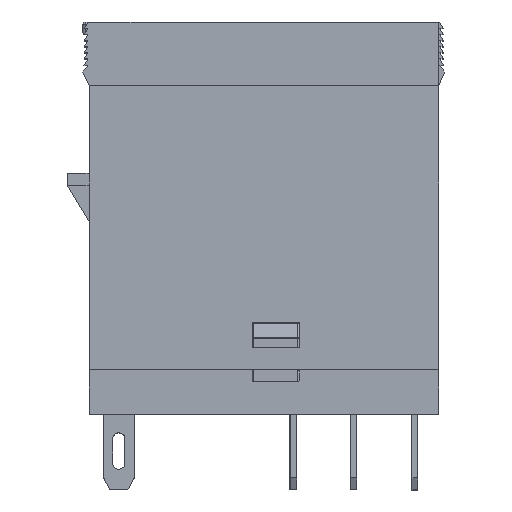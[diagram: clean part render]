
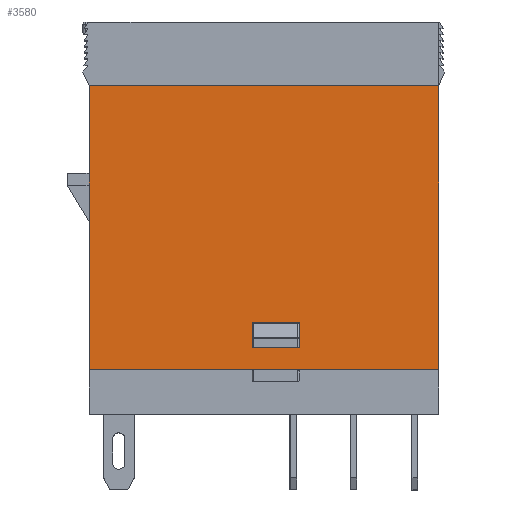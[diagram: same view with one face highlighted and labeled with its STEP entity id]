
A CAD part, top view. The second image highlights one B-rep face of the part: STEP entity #3580.
In plain terms, the highlighted planar face has unit normal (0, 0, 1).
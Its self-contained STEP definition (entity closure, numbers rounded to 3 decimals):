
#102 = VECTOR ( 'NONE', #2100, 1000. ) ;
#264 = CARTESIAN_POINT ( 'NONE',  ( 14.4, 11.7, 6.3 ) ) ;
#590 = AXIS2_PLACEMENT_3D ( 'NONE', #4493, #7592, #3757 ) ;
#767 = ORIENTED_EDGE ( 'NONE', *, *, #9312, .F. ) ;
#905 = CARTESIAN_POINT ( 'NONE',  ( 14.4, -11.7, 6.3 ) ) ;
#994 = ORIENTED_EDGE ( 'NONE', *, *, #3701, .F. ) ;
#1156 = DIRECTION ( 'NONE',  ( 0., 1., 0. ) ) ;
#1744 = LINE ( 'NONE', #8752, #5365 ) ;
#2030 = PLANE ( 'NONE',  #590 ) ;
#2052 = LINE ( 'NONE', #8412, #102 ) ;
#2100 = DIRECTION ( 'NONE',  ( 0., -1., 0. ) ) ;
#2178 = EDGE_CURVE ( 'NONE', #10161, #2900, #4054, .T. ) ;
#2182 = FACE_BOUND ( 'NONE', #6244, .T. ) ;
#2196 = VERTEX_POINT ( 'NONE', #4747 ) ;
#2211 = ORIENTED_EDGE ( 'NONE', *, *, #9183, .T. ) ;
#2243 = VERTEX_POINT ( 'NONE', #264 ) ;
#2496 = CARTESIAN_POINT ( 'NONE',  ( -0.952, -7.795, 6.3 ) ) ;
#2563 = ORIENTED_EDGE ( 'NONE', *, *, #10282, .F. ) ;
#2775 = VECTOR ( 'NONE', #3127, 1000. ) ;
#2900 = VERTEX_POINT ( 'NONE', #4730 ) ;
#2961 = CARTESIAN_POINT ( 'NONE',  ( 2.926, -9.898, 6.3 ) ) ;
#3012 = VERTEX_POINT ( 'NONE', #9833 ) ;
#3024 = CARTESIAN_POINT ( 'NONE',  ( -0.952, -7.795, 6.3 ) ) ;
#3127 = DIRECTION ( 'NONE',  ( -1., 0., 0. ) ) ;
#3580 = ADVANCED_FACE ( 'NONE', ( #2182, #5388 ), #2030, .T. ) ;
#3699 = DIRECTION ( 'NONE',  ( 1., 0., 0. ) ) ;
#3701 = EDGE_CURVE ( 'NONE', #3012, #10149, #6285, .T. ) ;
#3757 = DIRECTION ( 'NONE',  ( 1., 0., 0. ) ) ;
#4054 = LINE ( 'NONE', #5788, #6843 ) ;
#4493 = CARTESIAN_POINT ( 'NONE',  ( 0., 0., 6.3 ) ) ;
#4635 = EDGE_CURVE ( 'NONE', #10149, #9104, #2052, .T. ) ;
#4708 = CARTESIAN_POINT ( 'NONE',  ( 14.4, 11.7, 6.3 ) ) ;
#4730 = CARTESIAN_POINT ( 'NONE',  ( -14.4, -11.7, 6.3 ) ) ;
#4747 = CARTESIAN_POINT ( 'NONE',  ( 2.926, -9.898, 6.3 ) ) ;
#5365 = VECTOR ( 'NONE', #9795, 1000. ) ;
#5388 = FACE_OUTER_BOUND ( 'NONE', #6488, .T. ) ;
#5614 = LINE ( 'NONE', #8839, #8918 ) ;
#5673 = VERTEX_POINT ( 'NONE', #905 ) ;
#5724 = DIRECTION ( 'NONE',  ( 1., 0., 0. ) ) ;
#5788 = CARTESIAN_POINT ( 'NONE',  ( -14.4, -11.7, 6.3 ) ) ;
#5986 = CARTESIAN_POINT ( 'NONE',  ( 2.926, -7.795, 6.3 ) ) ;
#6016 = LINE ( 'NONE', #2961, #10255 ) ;
#6244 = EDGE_LOOP ( 'NONE', ( #2563, #7524, #994, #767 ) ) ;
#6285 = LINE ( 'NONE', #3024, #2775 ) ;
#6488 = EDGE_LOOP ( 'NONE', ( #10121, #2211, #7949, #9768 ) ) ;
#6843 = VECTOR ( 'NONE', #8803, 1000. ) ;
#7524 = ORIENTED_EDGE ( 'NONE', *, *, #4635, .F. ) ;
#7592 = DIRECTION ( 'NONE',  ( 0., 0., 1. ) ) ;
#7905 = VECTOR ( 'NONE', #1156, 1000. ) ;
#7949 = ORIENTED_EDGE ( 'NONE', *, *, #8731, .T. ) ;
#7992 = CARTESIAN_POINT ( 'NONE',  ( -0.952, -9.898, 6.3 ) ) ;
#8412 = CARTESIAN_POINT ( 'NONE',  ( -0.952, -9.898, 6.3 ) ) ;
#8714 = LINE ( 'NONE', #4708, #9082 ) ;
#8731 = EDGE_CURVE ( 'NONE', #5673, #2243, #1744, .T. ) ;
#8752 = CARTESIAN_POINT ( 'NONE',  ( 14.4, -11.7, 6.3 ) ) ;
#8803 = DIRECTION ( 'NONE',  ( 0., -1., 0. ) ) ;
#8839 = CARTESIAN_POINT ( 'NONE',  ( 14.4, -11.7, 6.3 ) ) ;
#8918 = VECTOR ( 'NONE', #5724, 1000. ) ;
#9082 = VECTOR ( 'NONE', #10349, 1000. ) ;
#9104 = VERTEX_POINT ( 'NONE', #7992 ) ;
#9183 = EDGE_CURVE ( 'NONE', #2900, #5673, #5614, .T. ) ;
#9291 = CARTESIAN_POINT ( 'NONE',  ( -14.4, 11.7, 6.3 ) ) ;
#9312 = EDGE_CURVE ( 'NONE', #2196, #3012, #9837, .T. ) ;
#9768 = ORIENTED_EDGE ( 'NONE', *, *, #10005, .T. ) ;
#9795 = DIRECTION ( 'NONE',  ( 0., 1., 0. ) ) ;
#9833 = CARTESIAN_POINT ( 'NONE',  ( 2.926, -7.795, 6.3 ) ) ;
#9837 = LINE ( 'NONE', #5986, #7905 ) ;
#10005 = EDGE_CURVE ( 'NONE', #2243, #10161, #8714, .T. ) ;
#10121 = ORIENTED_EDGE ( 'NONE', *, *, #2178, .T. ) ;
#10149 = VERTEX_POINT ( 'NONE', #2496 ) ;
#10161 = VERTEX_POINT ( 'NONE', #9291 ) ;
#10255 = VECTOR ( 'NONE', #3699, 1000. ) ;
#10282 = EDGE_CURVE ( 'NONE', #9104, #2196, #6016, .T. ) ;
#10349 = DIRECTION ( 'NONE',  ( -1., 0., 0. ) ) ;
